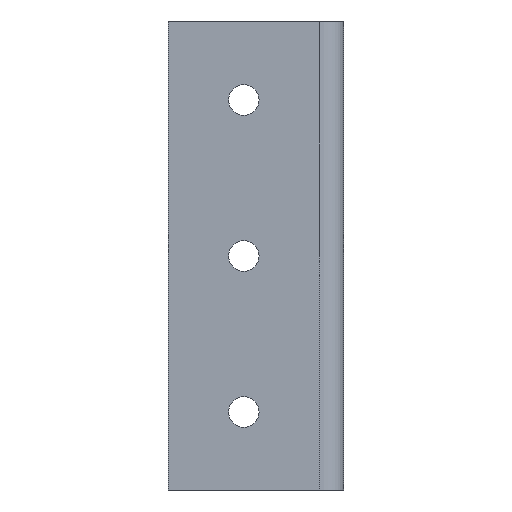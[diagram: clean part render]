
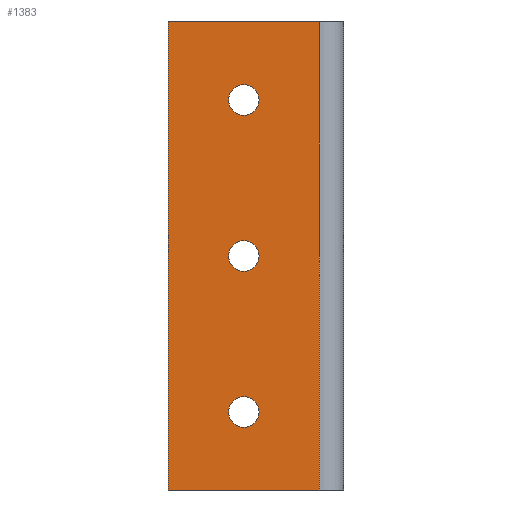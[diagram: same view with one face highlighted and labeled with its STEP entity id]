
A CAD part, left-side view. The second image highlights one B-rep face of the part: STEP entity #1383.
In plain terms, the highlighted planar face has unit normal (-1, 0, 0).
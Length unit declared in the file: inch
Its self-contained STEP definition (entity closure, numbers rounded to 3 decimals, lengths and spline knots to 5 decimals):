
#55 = DIRECTION ( 'NONE',  ( 0., 0., -1. ) ) ;
#285 = CARTESIAN_POINT ( 'NONE',  ( -3.5, 0.516, 0. ) ) ;
#435 = AXIS2_PLACEMENT_3D ( 'NONE', #285, #8133, #6663 ) ;
#484 = VERTEX_POINT ( 'NONE', #8522 ) ;
#781 = ORIENTED_EDGE ( 'NONE', *, *, #5530, .T. ) ;
#948 = VERTEX_POINT ( 'NONE', #8361 ) ;
#1020 = VECTOR ( 'NONE', #6912, 39.37008 ) ;
#1044 = CIRCLE ( 'NONE', #435, 0.098 ) ;
#1071 = VERTEX_POINT ( 'NONE', #5967 ) ;
#1289 = PLANE ( 'NONE',  #9258 ) ;
#1340 = FACE_BOUND ( 'NONE', #2200, .T. ) ;
#1383 = ADVANCED_FACE ( 'NONE', ( #1340, #3530, #3489, #2187 ), #1289, .F. ) ;
#1404 = VERTEX_POINT ( 'NONE', #6431 ) ;
#1418 = EDGE_LOOP ( 'NONE', ( #6481, #6897 ) ) ;
#1718 = CARTESIAN_POINT ( 'NONE',  ( -3.5, 0.032, 1.5 ) ) ;
#1818 = CARTESIAN_POINT ( 'NONE',  ( -3.5, 0., -1.5 ) ) ;
#1861 = CARTESIAN_POINT ( 'NONE',  ( -3.5, 0.032, 1.5 ) ) ;
#2020 = LINE ( 'NONE', #5023, #5441 ) ;
#2049 = CARTESIAN_POINT ( 'NONE',  ( -3.5, 0., 1.5 ) ) ;
#2107 = DIRECTION ( 'NONE',  ( 1., 0., 0. ) ) ;
#2187 = FACE_OUTER_BOUND ( 'NONE', #5163, .T. ) ;
#2200 = EDGE_LOOP ( 'NONE', ( #8105, #781 ) ) ;
#2344 = ORIENTED_EDGE ( 'NONE', *, *, #5794, .F. ) ;
#2535 = CARTESIAN_POINT ( 'NONE',  ( -3.5, 0.516, 1. ) ) ;
#2698 = AXIS2_PLACEMENT_3D ( 'NONE', #6306, #9260, #5598 ) ;
#2787 = VERTEX_POINT ( 'NONE', #1861 ) ;
#2871 = CARTESIAN_POINT ( 'NONE',  ( -3.5, 0.516, 0.902 ) ) ;
#2900 = EDGE_CURVE ( 'NONE', #484, #8441, #3967, .T. ) ;
#2918 = DIRECTION ( 'NONE',  ( 1., 0., 0. ) ) ;
#2951 = VERTEX_POINT ( 'NONE', #3565 ) ;
#2992 = AXIS2_PLACEMENT_3D ( 'NONE', #5626, #8272, #4500 ) ;
#3078 = ORIENTED_EDGE ( 'NONE', *, *, #9254, .F. ) ;
#3145 = AXIS2_PLACEMENT_3D ( 'NONE', #3443, #2107, #7057 ) ;
#3443 = CARTESIAN_POINT ( 'NONE',  ( -3.5, 0.516, 1. ) ) ;
#3462 = DIRECTION ( 'NONE',  ( 0., -1., 0. ) ) ;
#3489 = FACE_BOUND ( 'NONE', #1418, .T. ) ;
#3530 = FACE_BOUND ( 'NONE', #8066, .T. ) ;
#3565 = CARTESIAN_POINT ( 'NONE',  ( -3.5, 0.516, -0.098 ) ) ;
#3624 = DIRECTION ( 'NONE',  ( 1., 0., 0. ) ) ;
#3727 = EDGE_CURVE ( 'NONE', #1071, #484, #2020, .T. ) ;
#3754 = EDGE_CURVE ( 'NONE', #948, #6657, #4826, .T. ) ;
#3757 = AXIS2_PLACEMENT_3D ( 'NONE', #2535, #7720, #8480 ) ;
#3805 = ORIENTED_EDGE ( 'NONE', *, *, #2900, .T. ) ;
#3846 = ORIENTED_EDGE ( 'NONE', *, *, #6059, .T. ) ;
#3965 = VERTEX_POINT ( 'NONE', #4486 ) ;
#3967 = LINE ( 'NONE', #1818, #7262 ) ;
#4361 = EDGE_CURVE ( 'NONE', #2951, #3965, #1044, .T. ) ;
#4486 = CARTESIAN_POINT ( 'NONE',  ( -3.5, 0.516, 0.098 ) ) ;
#4500 = DIRECTION ( 'NONE',  ( 0., 0., -1. ) ) ;
#4821 = EDGE_CURVE ( 'NONE', #6657, #948, #7592, .T. ) ;
#4826 = CIRCLE ( 'NONE', #2698, 0.098 ) ;
#5023 = CARTESIAN_POINT ( 'NONE',  ( -3.5, 1., 1.5 ) ) ;
#5110 = ORIENTED_EDGE ( 'NONE', *, *, #3727, .T. ) ;
#5163 = EDGE_LOOP ( 'NONE', ( #3805, #2344, #3078, #5110 ) ) ;
#5441 = VECTOR ( 'NONE', #5781, 39.37008 ) ;
#5530 = EDGE_CURVE ( 'NONE', #1404, #8169, #5571, .T. ) ;
#5544 = CARTESIAN_POINT ( 'NONE',  ( -3.5, 0.516, -1.098 ) ) ;
#5571 = CIRCLE ( 'NONE', #3145, 0.098 ) ;
#5598 = DIRECTION ( 'NONE',  ( 0., 0., -1. ) ) ;
#5626 = CARTESIAN_POINT ( 'NONE',  ( -3.5, 0.516, 0. ) ) ;
#5781 = DIRECTION ( 'NONE',  ( 0., 0., -1. ) ) ;
#5794 = EDGE_CURVE ( 'NONE', #2787, #8441, #6107, .T. ) ;
#5967 = CARTESIAN_POINT ( 'NONE',  ( -3.5, 1., 1.5 ) ) ;
#6059 = EDGE_CURVE ( 'NONE', #3965, #2951, #7559, .T. ) ;
#6107 = LINE ( 'NONE', #1718, #1020 ) ;
#6227 = AXIS2_PLACEMENT_3D ( 'NONE', #7250, #2918, #55 ) ;
#6236 = LINE ( 'NONE', #9314, #8859 ) ;
#6306 = CARTESIAN_POINT ( 'NONE',  ( -3.5, 0.516, -1. ) ) ;
#6431 = CARTESIAN_POINT ( 'NONE',  ( -3.5, 0.516, 1.098 ) ) ;
#6481 = ORIENTED_EDGE ( 'NONE', *, *, #4821, .T. ) ;
#6657 = VERTEX_POINT ( 'NONE', #5544 ) ;
#6663 = DIRECTION ( 'NONE',  ( 0., 0., -1. ) ) ;
#6867 = DIRECTION ( 'NONE',  ( 0., -1., 0. ) ) ;
#6897 = ORIENTED_EDGE ( 'NONE', *, *, #3754, .T. ) ;
#6912 = DIRECTION ( 'NONE',  ( 0., 0., -1. ) ) ;
#7057 = DIRECTION ( 'NONE',  ( 0., 0., -1. ) ) ;
#7250 = CARTESIAN_POINT ( 'NONE',  ( -3.5, 0.516, -1. ) ) ;
#7262 = VECTOR ( 'NONE', #6867, 39.37008 ) ;
#7559 = CIRCLE ( 'NONE', #2992, 0.098 ) ;
#7592 = CIRCLE ( 'NONE', #6227, 0.098 ) ;
#7720 = DIRECTION ( 'NONE',  ( 1., 0., 0. ) ) ;
#8066 = EDGE_LOOP ( 'NONE', ( #8095, #3846 ) ) ;
#8095 = ORIENTED_EDGE ( 'NONE', *, *, #4361, .T. ) ;
#8105 = ORIENTED_EDGE ( 'NONE', *, *, #8437, .T. ) ;
#8133 = DIRECTION ( 'NONE',  ( 1., 0., 0. ) ) ;
#8169 = VERTEX_POINT ( 'NONE', #2871 ) ;
#8272 = DIRECTION ( 'NONE',  ( 1., 0., 0. ) ) ;
#8361 = CARTESIAN_POINT ( 'NONE',  ( -3.5, 0.516, -0.902 ) ) ;
#8437 = EDGE_CURVE ( 'NONE', #8169, #1404, #8624, .T. ) ;
#8441 = VERTEX_POINT ( 'NONE', #9108 ) ;
#8480 = DIRECTION ( 'NONE',  ( 0., 0., -1. ) ) ;
#8522 = CARTESIAN_POINT ( 'NONE',  ( -3.5, 1., -1.5 ) ) ;
#8624 = CIRCLE ( 'NONE', #3757, 0.098 ) ;
#8859 = VECTOR ( 'NONE', #3462, 39.37008 ) ;
#9108 = CARTESIAN_POINT ( 'NONE',  ( -3.5, 0.032, -1.5 ) ) ;
#9254 = EDGE_CURVE ( 'NONE', #1071, #2787, #6236, .T. ) ;
#9258 = AXIS2_PLACEMENT_3D ( 'NONE', #2049, #3624, #9377 ) ;
#9260 = DIRECTION ( 'NONE',  ( 1., 0., 0. ) ) ;
#9314 = CARTESIAN_POINT ( 'NONE',  ( -3.5, 0., 1.5 ) ) ;
#9377 = DIRECTION ( 'NONE',  ( 0., 0., -1. ) ) ;
